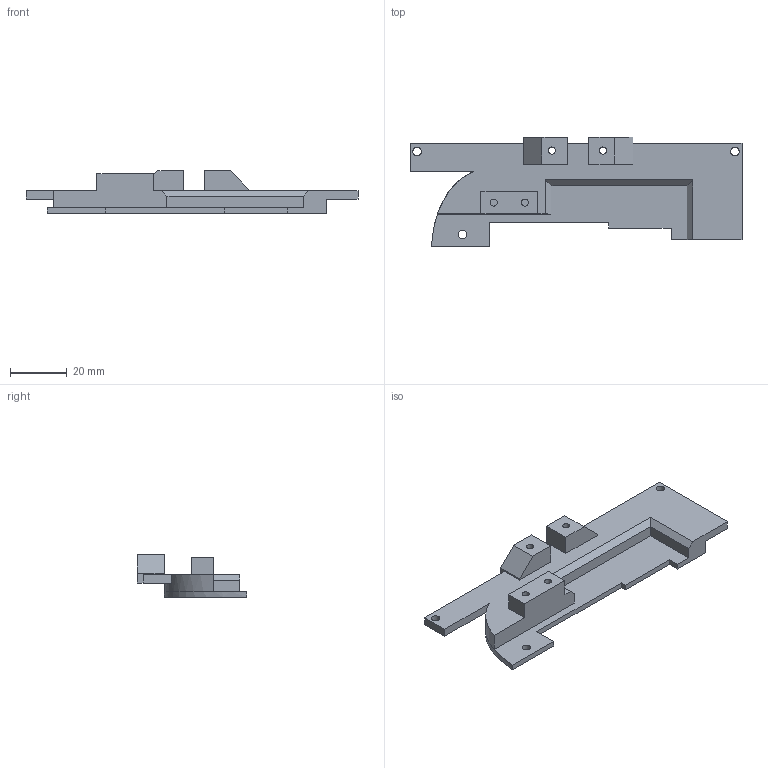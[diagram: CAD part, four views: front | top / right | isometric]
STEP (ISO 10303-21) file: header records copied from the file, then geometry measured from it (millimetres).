
FILE_DESCRIPTION(('FreeCAD Model'),'2;1');
FILE_NAME('Open CASCADE Shape Model','2024-09-17T17:34:37',(''),(''), 'Open CASCADE STEP processor 7.7','FreeCAD','Unknown');
FILE_SCHEMA(('AP242_MANAGED_MODEL_BASED_3D_ENGINEERING_MIM_LF. {1 0 10303 442 1 1 4 }'));
Length unit declared in the file: millimetre
Products named in the file (1): Left PCB Bracket
Bounding box: 117 x 38.5 x 15 mm (x, y, z)
Volume: 17434.9 mm3; surface area: 10391.2 mm2
Topology: 1 solids, 1 shells, 53 faces, 144 edges, 95 vertices
Faces by surface type: plane 44, cylinder 7, extrusion 2
Full cylindrical faces by diameter (mm): 2.5 x4, 3 x3
Entity records: 1717 total; most frequent: CARTESIAN_POINT 322, ORIENTED_EDGE 288, DIRECTION 266, EDGE_CURVE 144, VECTOR 122, LINE 120, VERTEX_POINT 95, AXIS2_PLACEMENT_3D 72
